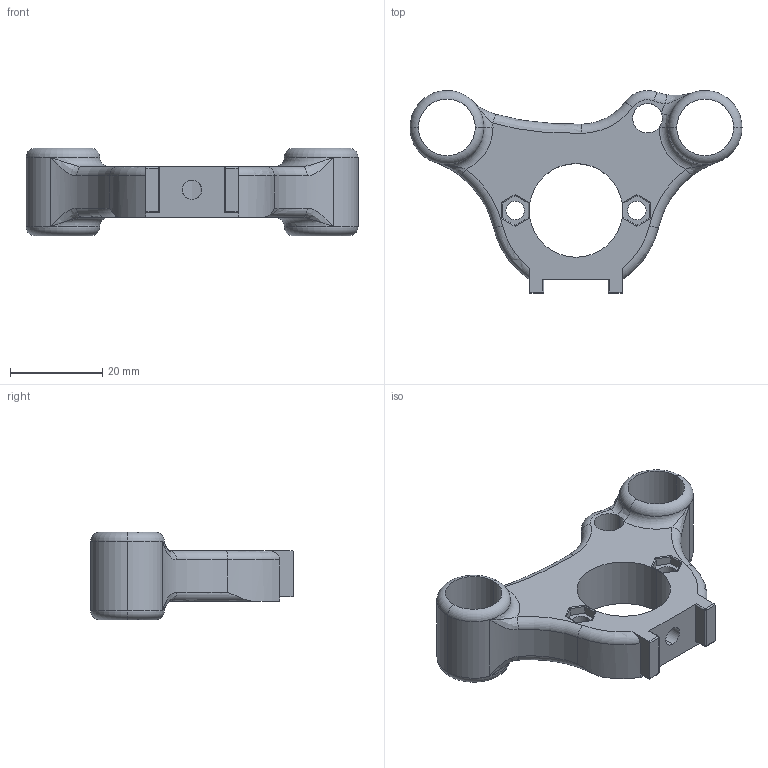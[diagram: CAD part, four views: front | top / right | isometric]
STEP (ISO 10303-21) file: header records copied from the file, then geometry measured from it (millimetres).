
FILE_DESCRIPTION (( 'STEP AP203' ), '1' );
FILE_NAME ('Linear Carriage.STEP', '2025-12-15T04:07:12', ( '' ), ( '' ), 'SwSTEP 2.0', 'SolidWorks 2023', '' );
FILE_SCHEMA (( 'CONFIG_CONTROL_DESIGN' ));
Length unit declared in the file: millimetre
Products named in the file (1): Linear Carriage
Bounding box: 72 x 44 x 18.99 mm (x, y, z)
Volume: 14323.2 mm3; surface area: 7814.2 mm2
Topology: 1 solids, 1 shells, 119 faces, 297 edges, 164 vertices
Faces by surface type: cylinder 48, torus 29, plane 25, bspline 13, sphere 4
Entity records: 4220 total; most frequent: CARTESIAN_POINT 1421, DIRECTION 594, ORIENTED_EDGE 570, EDGE_CURVE 285, AXIS2_PLACEMENT_3D 243, VERTEX_POINT 164, CIRCLE 136, EDGE_LOOP 129
